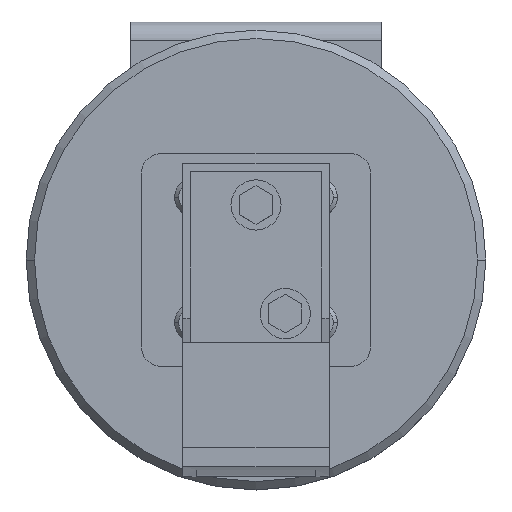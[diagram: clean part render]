
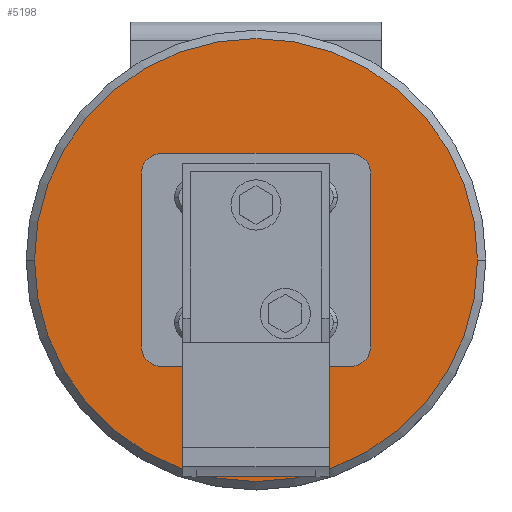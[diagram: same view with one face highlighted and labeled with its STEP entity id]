
A CAD part, top view. The second image highlights one B-rep face of the part: STEP entity #5198.
In plain terms, the highlighted planar face has unit normal (0, 0, 1).
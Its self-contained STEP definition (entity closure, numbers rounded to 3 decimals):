
#2115=CARTESIAN_POINT('POINT166',(22.5,-25.5,-33.));
#2116=VERTEX_POINT('VERTEX166',#2115);
#2123=CARTESIAN_POINT('POINT167',(27.5,-20.5,
   -33.));
#2124=VERTEX_POINT('VERTEX167',#2123);
#2125=CARTESIAN_POINT('POS233',(22.5,-20.5
   ,-33.));
#2126=DIRECTION('DIR320',(0.,0.,1.));
#2127=DIRECTION('DIR321',(0.,-1.,0.));
#2128=AXIS2_PLACEMENT_3D('AXIS88',#2125,#2126,#2127);
#2129=CIRCLE('ELLIPSE32',#2128,5.);
#2130=EDGE_CURVE('EDGE208',#2116,#2124,#2129,.T.);
#2155=CARTESIAN_POINT('POINT169',(27.5,20.5,-33.));
#2156=VERTEX_POINT('VERTEX169',#2155);
#2157=CARTESIAN_POINT('POS237',(27.5,-20.5,-33.));
#2158=DIRECTION('DIR326',(0.,1.,0.));
#2159=VECTOR('VEC148',#2158,25.4);
#2160=LINE('STRAIGHT148',#2157,#2159);
#2161=EDGE_CURVE('EDGE211',#2124,#2156,#2160,.T.);
#2187=CARTESIAN_POINT('POINT171',(22.5,25.5,
   -33.));
#2188=VERTEX_POINT('VERTEX171',#2187);
#2189=CARTESIAN_POINT('POS241',(22.5,20.5,
   -33.));
#2190=DIRECTION('DIR332',(0.,0.,1.));
#2191=DIRECTION('DIR333',(1.,0.,0.));
#2192=AXIS2_PLACEMENT_3D('AXIS92',#2189,#2190,#2191);
#2193=CIRCLE('ELLIPSE34',#2192,5.);
#2194=EDGE_CURVE('EDGE214',#2156,#2188,#2193,.T.);
#2219=CARTESIAN_POINT('POINT173',(-22.5,25.5,-33.));
#2220=VERTEX_POINT('VERTEX173',#2219);
#2221=CARTESIAN_POINT('POS245',(22.5,25.5,-33.));
#2222=DIRECTION('DIR338',(-1.,0.,0.));
#2223=VECTOR('VEC152',#2222,25.4);
#2224=LINE('STRAIGHT152',#2221,#2223);
#2225=EDGE_CURVE('EDGE217',#2188,#2220,#2224,.T.);
#2251=CARTESIAN_POINT('POINT175',(-27.5,20.5,
   -33.));
#2252=VERTEX_POINT('VERTEX175',#2251);
#2253=CARTESIAN_POINT('POS249',(-22.5,20.5
   ,-33.));
#2254=DIRECTION('DIR344',(0.,0.,1.));
#2255=DIRECTION('DIR345',(0.,1.,0.));
#2256=AXIS2_PLACEMENT_3D('AXIS96',#2253,#2254,#2255);
#2257=CIRCLE('ELLIPSE36',#2256,5.);
#2258=EDGE_CURVE('EDGE220',#2220,#2252,#2257,.T.);
#2283=CARTESIAN_POINT('POINT177',(-27.5,-20.5,-33.));
#2284=VERTEX_POINT('VERTEX177',#2283);
#2285=CARTESIAN_POINT('POS253',(-27.5,20.5,-33.));
#2286=DIRECTION('DIR350',(0.,-1.,0.));
#2287=VECTOR('VEC156',#2286,25.4);
#2288=LINE('STRAIGHT156',#2285,#2287);
#2289=EDGE_CURVE('EDGE223',#2252,#2284,#2288,.T.);
#2315=CARTESIAN_POINT('POINT179',(-22.5,-25.5,
   -33.));
#2316=VERTEX_POINT('VERTEX179',#2315);
#2317=CARTESIAN_POINT('POS257',(-22.5,
   -20.5,-33.));
#2318=DIRECTION('DIR356',(0.,0.,1.));
#2319=DIRECTION('DIR357',(-1.,0.,0.));
#2320=AXIS2_PLACEMENT_3D('AXIS100',#2317,#2318,#2319);
#2321=CIRCLE('ELLIPSE38',#2320,5.);
#2322=EDGE_CURVE('EDGE226',#2284,#2316,#2321,.T.);
#2338=CARTESIAN_POINT('POINT180',(53.,0.,
   -33.));
#2339=VERTEX_POINT('VERTEX180',#2338);
#2347=CARTESIAN_POINT('POINT181',(-53.,0.,
   -33.));
#2348=VERTEX_POINT('VERTEX181',#2347);
#2355=CARTESIAN_POINT('POS262',(0.,0.,-33.));
#2356=DIRECTION('DIR363',(0.,0.,-1.));
#2357=DIRECTION('DIR364',(1.,0.,0.));
#2358=AXIS2_PLACEMENT_3D('AXIS102',#2355,#2356,#2357);
#2359=CIRCLE('ELLIPSE39',#2358,53.);
#2360=EDGE_CURVE('EDGE230',#2348,#2339,#2359,.T.);
#2371=EDGE_CURVE('EDGE231',#2339,#2348,#2359,.T.);
#4670=CARTESIAN_POINT('POINT285',(-17.475,-25.5,-33.));
#4671=VERTEX_POINT('VERTEX285',#4670);
#4685=CARTESIAN_POINT('POS540',(0.,-25.5,-33.));
#4686=DIRECTION('DIR785',(1.,0.,0.));
#4687=VECTOR('VEC295',#4686,25.4);
#4688=LINE('STRAIGHT295',#4685,#4687);
#4689=EDGE_CURVE('EDGE425',#2316,#4671,#4688,.T.);
#4960=CARTESIAN_POINT('POINT305',(17.475,-25.5,-33.));
#4961=VERTEX_POINT('VERTEX305',#4960);
#4970=EDGE_CURVE('EDGE455',#4961,#2116,#4688,.T.);
#5156=ORIENTED_EDGE('COEDGE819',*,*,#2371,.F.);
#5157=ORIENTED_EDGE('COEDGE820',*,*,#2360,.F.);
#5158=EDGE_LOOP('NONE',(#5156,#5157));
#5159=FACE_BOUND('LOOP1',#5158,.T.);
#5160=CARTESIAN_POINT('POINT318',(-17.475,-49.375,-33.)
   );
#5161=VERTEX_POINT('VERTEX318',#5160);
#5162=CARTESIAN_POINT('POS581',(-17.475,-13.2,-33.));
#5163=DIRECTION('DIR846',(0.,1.,0.));
#5164=VECTOR('VEC316',#5163,25.4);
#5165=LINE('STRAIGHT316',#5162,#5164);
#5166=EDGE_CURVE('EDGE477',#5161,#4671,#5165,.T.);
#5167=ORIENTED_EDGE('COEDGE821',*,*,#5166,.T.);
#5168=ORIENTED_EDGE('COEDGE822',*,*,#4689,.F.);
#5169=ORIENTED_EDGE('COEDGE823',*,*,#2322,.F.);
#5170=ORIENTED_EDGE('COEDGE824',*,*,#2289,.F.);
#5171=ORIENTED_EDGE('COEDGE825',*,*,#2258,.F.);
#5172=ORIENTED_EDGE('COEDGE826',*,*,#2225,.F.);
#5173=ORIENTED_EDGE('COEDGE827',*,*,#2194,.F.);
#5174=ORIENTED_EDGE('COEDGE828',*,*,#2161,.F.);
#5175=ORIENTED_EDGE('COEDGE829',*,*,#2130,.F.);
#5176=ORIENTED_EDGE('COEDGE830',*,*,#4970,.F.);
#5177=CARTESIAN_POINT('POINT319',(17.475,-49.375,-33.))
   ;
#5178=VERTEX_POINT('VERTEX319',#5177);
#5179=CARTESIAN_POINT('POS582',(17.475,-13.2,-33.));
#5180=DIRECTION('DIR847',(0.,-1.,0.));
#5181=VECTOR('VEC317',#5180,25.4);
#5182=LINE('STRAIGHT317',#5179,#5181);
#5183=EDGE_CURVE('EDGE478',#4961,#5178,#5182,.T.);
#5184=ORIENTED_EDGE('COEDGE831',*,*,#5183,.T.);
#5185=CARTESIAN_POINT('POS583',(0.,-49.375,-33.));
#5186=DIRECTION('DIR848',(-1.,0.,0.));
#5187=VECTOR('VEC318',#5186,25.4);
#5188=LINE('STRAIGHT318',#5185,#5187);
#5189=EDGE_CURVE('EDGE479',#5178,#5161,#5188,.T.);
#5190=ORIENTED_EDGE('COEDGE832',*,*,#5189,.T.);
#5191=EDGE_LOOP('NONE',(#5167,#5168,#5169,#5170,#5171,#5172,#5173,#5174,
   #5175,#5176,#5184,#5190));
#5192=FACE_BOUND('LOOP1',#5191,.T.);
#5193=CARTESIAN_POINT('POS584',(7.5,0.,-33.));
#5194=DIRECTION('DIR849',(0.,0.,1.));
#5195=DIRECTION('DIR850',(1.,0.,0.));
#5196=AXIS2_PLACEMENT_3D('AXIS266',#5193,#5194,#5195);
#5197=PLANE('PLANE138',#5196);
#5198=ADVANCED_FACE('FACE193',(#5159,#5192),#5197,.T.);
